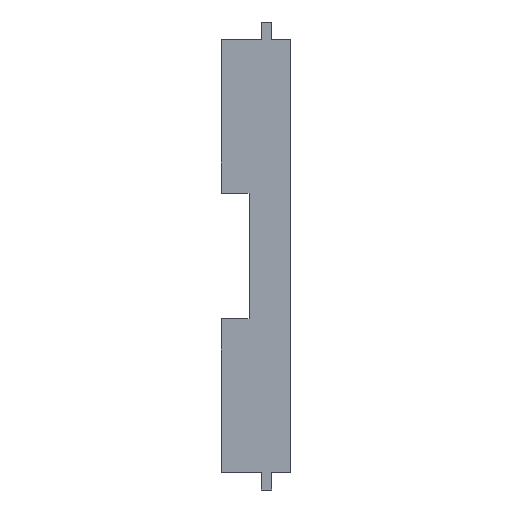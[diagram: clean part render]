
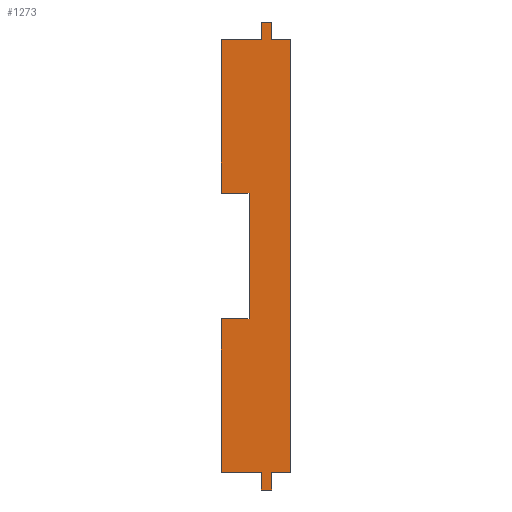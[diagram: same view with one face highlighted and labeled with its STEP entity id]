
A CAD part, left-side view. The second image highlights one B-rep face of the part: STEP entity #1273.
In plain terms, the highlighted planar face has unit normal (-1, 0, 0).
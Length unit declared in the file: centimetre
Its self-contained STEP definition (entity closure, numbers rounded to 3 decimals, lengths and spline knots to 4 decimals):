
#45=LINE('',#3720,#93);
#47=LINE('',#5972,#95);
#50=LINE('',#27034,#98);
#54=LINE('',#27042,#102);
#57=LINE('',#27048,#105);
#60=LINE('',#27054,#108);
#63=LINE('',#27059,#111);
#65=LINE('',#27063,#113);
#68=LINE('',#27069,#116);
#71=LINE('',#27075,#119);
#74=LINE('',#27081,#122);
#77=LINE('',#27087,#125);
#80=LINE('',#27093,#128);
#83=LINE('',#27099,#131);
#86=LINE('',#27104,#134);
#89=LINE('',#27109,#137);
#93=VECTOR('',#1379,1.);
#95=VECTOR('',#1411,1.);
#98=VECTOR('',#1526,1.);
#102=VECTOR('',#1532,1.);
#105=VECTOR('',#1537,1.);
#108=VECTOR('',#1542,1.);
#111=VECTOR('',#1547,1.);
#113=VECTOR('',#1551,1.);
#116=VECTOR('',#1556,1.);
#119=VECTOR('',#1561,1.);
#122=VECTOR('',#1566,1.);
#125=VECTOR('',#1571,1.);
#128=VECTOR('',#1576,1.);
#131=VECTOR('',#1581,1.);
#134=VECTOR('',#1586,1.);
#137=VECTOR('',#1593,1.);
#155=PLANE('',#1365);
#245=FACE_OUTER_BOUND('',#335,.T.);
#335=EDGE_LOOP('',(#1168,#1169,#1170,#1171,#1172,#1173,#1174,#1175,#1176,
#1177,#1178,#1179,#1180,#1181,#1182,#1183));
#488=VERTEX_POINT('',#3713);
#491=VERTEX_POINT('',#3718);
#521=VERTEX_POINT('',#5969);
#522=VERTEX_POINT('',#5971);
#584=VERTEX_POINT('',#27032);
#585=VERTEX_POINT('',#27033);
#588=VERTEX_POINT('',#27041);
#590=VERTEX_POINT('',#27047);
#592=VERTEX_POINT('',#27053);
#594=VERTEX_POINT('',#27062);
#596=VERTEX_POINT('',#27068);
#598=VERTEX_POINT('',#27074);
#600=VERTEX_POINT('',#27080);
#602=VERTEX_POINT('',#27086);
#604=VERTEX_POINT('',#27092);
#606=VERTEX_POINT('',#27098);
#621=EDGE_CURVE('',#491,#488,#45,.T.);
#654=EDGE_CURVE('',#521,#522,#47,.T.);
#760=EDGE_CURVE('',#584,#585,#50,.T.);
#764=EDGE_CURVE('',#588,#584,#54,.T.);
#767=EDGE_CURVE('',#590,#588,#57,.T.);
#770=EDGE_CURVE('',#592,#590,#60,.T.);
#773=EDGE_CURVE('',#521,#592,#63,.T.);
#775=EDGE_CURVE('',#594,#488,#65,.T.);
#778=EDGE_CURVE('',#596,#594,#68,.T.);
#781=EDGE_CURVE('',#598,#596,#71,.T.);
#784=EDGE_CURVE('',#600,#598,#74,.T.);
#787=EDGE_CURVE('',#602,#600,#77,.T.);
#790=EDGE_CURVE('',#604,#522,#80,.T.);
#793=EDGE_CURVE('',#606,#604,#83,.T.);
#796=EDGE_CURVE('',#491,#606,#86,.T.);
#799=EDGE_CURVE('',#602,#585,#89,.T.);
#1168=ORIENTED_EDGE('',*,*,#760,.T.);
#1169=ORIENTED_EDGE('',*,*,#799,.F.);
#1170=ORIENTED_EDGE('',*,*,#787,.T.);
#1171=ORIENTED_EDGE('',*,*,#784,.T.);
#1172=ORIENTED_EDGE('',*,*,#781,.T.);
#1173=ORIENTED_EDGE('',*,*,#778,.T.);
#1174=ORIENTED_EDGE('',*,*,#775,.T.);
#1175=ORIENTED_EDGE('',*,*,#621,.F.);
#1176=ORIENTED_EDGE('',*,*,#796,.T.);
#1177=ORIENTED_EDGE('',*,*,#793,.T.);
#1178=ORIENTED_EDGE('',*,*,#790,.T.);
#1179=ORIENTED_EDGE('',*,*,#654,.F.);
#1180=ORIENTED_EDGE('',*,*,#773,.T.);
#1181=ORIENTED_EDGE('',*,*,#770,.T.);
#1182=ORIENTED_EDGE('',*,*,#767,.T.);
#1183=ORIENTED_EDGE('',*,*,#764,.T.);
#1273=ADVANCED_FACE('',(#245),#155,.F.);
#1365=AXIS2_PLACEMENT_3D('',#27110,#1594,#1595);
#1379=DIRECTION('',(0.,0.,1.));
#1411=DIRECTION('',(0.,0.,1.));
#1526=DIRECTION('',(0.,-1.,0.));
#1532=DIRECTION('',(0.,0.,1.));
#1537=DIRECTION('',(0.,-1.,0.));
#1542=DIRECTION('',(0.,0.,-1.));
#1547=DIRECTION('',(0.,-1.,0.));
#1551=DIRECTION('',(0.,1.,0.));
#1556=DIRECTION('',(0.,0.,-1.));
#1561=DIRECTION('',(0.,1.,0.));
#1566=DIRECTION('',(0.,0.,1.));
#1571=DIRECTION('',(0.,1.,0.));
#1576=DIRECTION('',(0.,1.,0.));
#1581=DIRECTION('',(0.,0.,-1.));
#1586=DIRECTION('',(0.,-1.,0.));
#1593=DIRECTION('',(0.,0.,-1.));
#1594=DIRECTION('center_axis',(1.,0.,0.));
#1595=DIRECTION('ref_axis',(0.,-1.,0.));
#3713=CARTESIAN_POINT('',(0.,1.,-0.4));
#3718=CARTESIAN_POINT('',(0.,1.,-2.6));
#3720=CARTESIAN_POINT('',(0.,1.,-3.5));
#5969=CARTESIAN_POINT('',(0.,1.,-6.6));
#5971=CARTESIAN_POINT('',(0.,1.,-4.4));
#5972=CARTESIAN_POINT('',(0.,1.,-3.5));
#27032=CARTESIAN_POINT('',(0.,0.275,-6.6));
#27033=CARTESIAN_POINT('',(0.,0.,-6.6));
#27034=CARTESIAN_POINT('',(0.,0.3875,-6.6));
#27041=CARTESIAN_POINT('',(0.,0.275,-6.85));
#27042=CARTESIAN_POINT('',(0.,0.275,-5.175));
#27047=CARTESIAN_POINT('',(0.,0.425,-6.85));
#27048=CARTESIAN_POINT('',(0.,0.4625,-6.85));
#27053=CARTESIAN_POINT('',(0.,0.425,-6.6));
#27054=CARTESIAN_POINT('',(0.,0.425,-5.05));
#27059=CARTESIAN_POINT('',(0.,0.75,-6.6));
#27062=CARTESIAN_POINT('',(0.,0.425,-0.4));
#27063=CARTESIAN_POINT('',(0.,0.4625,-0.4));
#27068=CARTESIAN_POINT('',(0.,0.425,-0.15));
#27069=CARTESIAN_POINT('',(0.,0.425,-1.825));
#27074=CARTESIAN_POINT('',(0.,0.275,-0.15));
#27075=CARTESIAN_POINT('',(0.,0.3875,-0.15));
#27080=CARTESIAN_POINT('',(0.,0.275,-0.4));
#27081=CARTESIAN_POINT('',(0.,0.275,-1.95));
#27086=CARTESIAN_POINT('',(0.,0.,-0.4));
#27087=CARTESIAN_POINT('',(0.,0.25,-0.4));
#27092=CARTESIAN_POINT('',(0.,0.6,-4.4));
#27093=CARTESIAN_POINT('',(0.,0.55,-4.4));
#27098=CARTESIAN_POINT('',(0.,0.6,-2.6));
#27099=CARTESIAN_POINT('',(0.,0.6,-3.05));
#27104=CARTESIAN_POINT('',(0.,0.75,-2.6));
#27109=CARTESIAN_POINT('',(0.,0.,-3.5));
#27110=CARTESIAN_POINT('Origin',(0.,0.5,-3.5));
